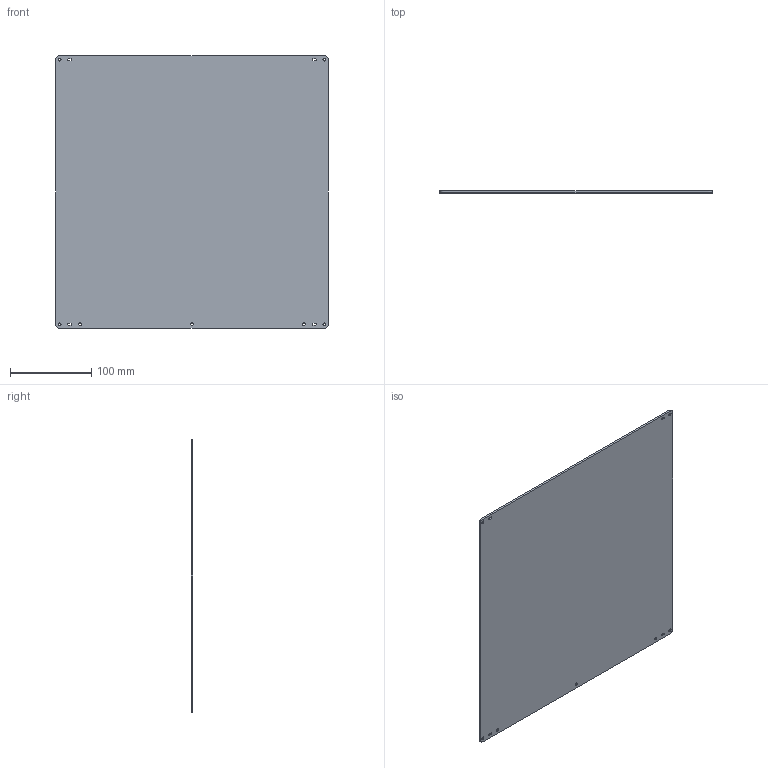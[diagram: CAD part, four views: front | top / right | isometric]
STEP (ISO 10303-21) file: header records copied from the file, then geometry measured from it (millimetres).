
FILE_DESCRIPTION (( 'STEP AP203' ), '1' );
FILE_NAME ('heatbed+verre+silicone.STEP', '2019-01-27T19:30:50', ( '' ), ( '' ), 'SwSTEP 2.0', 'SolidWorks 2018', '' );
FILE_SCHEMA (( 'CONFIG_CONTROL_DESIGN' ));
Length unit declared in the file: millimetre
Products named in the file (1): heatbed+verre+silicone
Bounding box: 335 x 2 x 335 mm (x, y, z)
Volume: 224059 mm3; surface area: 227105.2 mm2
Topology: 1 solids, 1 shells, 91 faces, 232 edges, 150 vertices
Faces by surface type: cylinder 48, plane 29, cone 14
Entity records: 2905 total; most frequent: DIRECTION 526, CARTESIAN_POINT 474, ORIENTED_EDGE 464, EDGE_CURVE 232, AXIS2_PLACEMENT_3D 202, VERTEX_POINT 150, VECTOR 122, LINE 122
